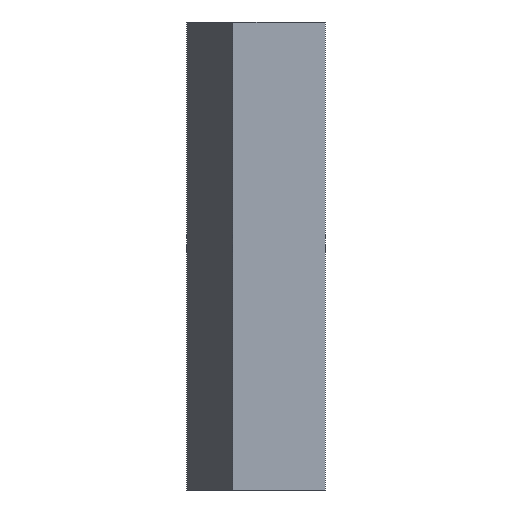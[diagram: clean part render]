
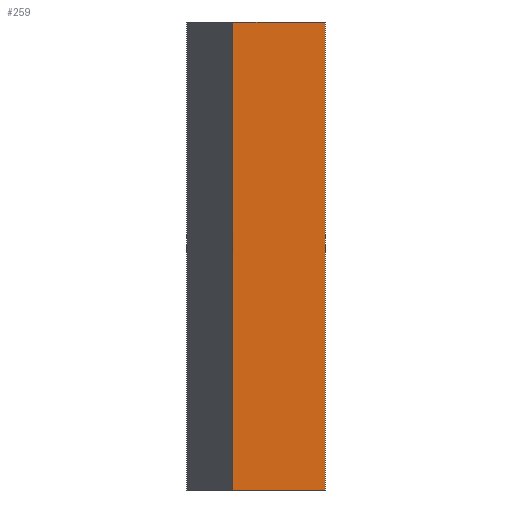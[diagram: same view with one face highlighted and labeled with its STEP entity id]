
A CAD part, left-side view. The second image highlights one B-rep face of the part: STEP entity #259.
In plain terms, the highlighted planar face has unit normal (-1, 0, 0).
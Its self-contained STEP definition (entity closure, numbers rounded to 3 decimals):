
#22 = VERTEX_POINT ( 'NONE', #447 ) ;
#84 = LINE ( 'NONE', #180, #569 ) ;
#101 = DIRECTION ( 'NONE',  ( 0., -1., 0. ) ) ;
#108 = FACE_OUTER_BOUND ( 'NONE', #117, .T. ) ;
#111 = VERTEX_POINT ( 'NONE', #260 ) ;
#117 = EDGE_LOOP ( 'NONE', ( #233, #546, #619, #591 ) ) ;
#123 = VECTOR ( 'NONE', #217, 1000. ) ;
#136 = DIRECTION ( 'NONE',  ( 0., -1., 0. ) ) ;
#155 = VERTEX_POINT ( 'NONE', #321 ) ;
#180 = CARTESIAN_POINT ( 'NONE',  ( -3.175, 0., 1.525 ) ) ;
#184 = VECTOR ( 'NONE', #136, 1000. ) ;
#200 = EDGE_CURVE ( 'NONE', #111, #155, #531, .T. ) ;
#217 = DIRECTION ( 'NONE',  ( 0., 0., -1. ) ) ;
#226 = DIRECTION ( 'NONE',  ( 0., 0., -1. ) ) ;
#233 = ORIENTED_EDGE ( 'NONE', *, *, #654, .T. ) ;
#236 = LINE ( 'NONE', #542, #184 ) ;
#254 = LINE ( 'NONE', #328, #123 ) ;
#259 = ADVANCED_FACE ( 'NONE', ( #108 ), #557, .F. ) ;
#260 = CARTESIAN_POINT ( 'NONE',  ( -3.175, 0.6, 1.525 ) ) ;
#287 = AXIS2_PLACEMENT_3D ( 'NONE', #548, #359, #311 ) ;
#311 = DIRECTION ( 'NONE',  ( 0., 0., -1. ) ) ;
#321 = CARTESIAN_POINT ( 'NONE',  ( -3.175, 0., 1.525 ) ) ;
#328 = CARTESIAN_POINT ( 'NONE',  ( -3.175, 0.6, 1.525 ) ) ;
#359 = DIRECTION ( 'NONE',  ( 1., 0., 0. ) ) ;
#365 = EDGE_CURVE ( 'NONE', #111, #495, #254, .T. ) ;
#401 = CARTESIAN_POINT ( 'NONE',  ( -3.175, 0., 1.525 ) ) ;
#413 = VECTOR ( 'NONE', #101, 1000. ) ;
#447 = CARTESIAN_POINT ( 'NONE',  ( -3.175, 0., -1.525 ) ) ;
#495 = VERTEX_POINT ( 'NONE', #635 ) ;
#518 = EDGE_CURVE ( 'NONE', #155, #22, #84, .T. ) ;
#531 = LINE ( 'NONE', #401, #413 ) ;
#542 = CARTESIAN_POINT ( 'NONE',  ( -3.175, 0., -1.525 ) ) ;
#546 = ORIENTED_EDGE ( 'NONE', *, *, #518, .F. ) ;
#548 = CARTESIAN_POINT ( 'NONE',  ( -3.175, 0., 1.525 ) ) ;
#557 = PLANE ( 'NONE',  #287 ) ;
#569 = VECTOR ( 'NONE', #226, 1000. ) ;
#591 = ORIENTED_EDGE ( 'NONE', *, *, #365, .T. ) ;
#619 = ORIENTED_EDGE ( 'NONE', *, *, #200, .F. ) ;
#635 = CARTESIAN_POINT ( 'NONE',  ( -3.175, 0.6, -1.525 ) ) ;
#654 = EDGE_CURVE ( 'NONE', #495, #22, #236, .T. ) ;
